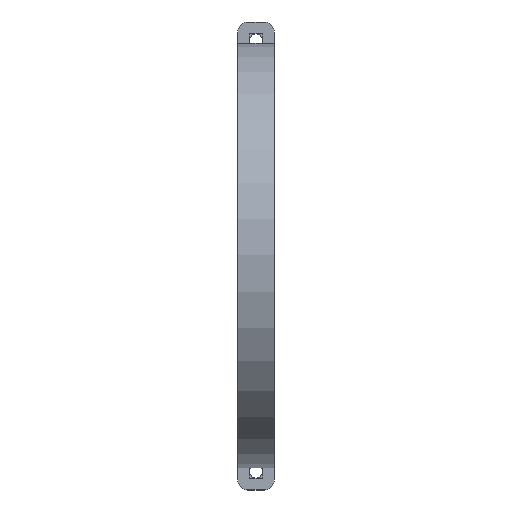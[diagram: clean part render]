
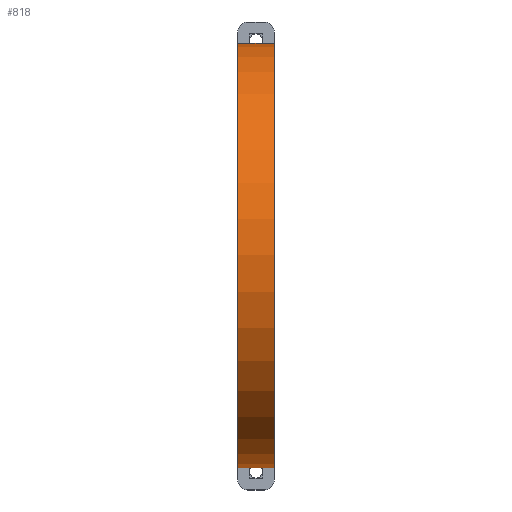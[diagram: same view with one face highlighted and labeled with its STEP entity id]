
A CAD part, top view. The second image highlights one B-rep face of the part: STEP entity #818.
In plain terms, the highlighted cylindrical face has radius 104.294 mm (diameter 208.588 mm), a partial arc.
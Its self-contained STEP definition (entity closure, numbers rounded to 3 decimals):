
#92=FACE_OUTER_BOUND('',#140,.T.);
#140=EDGE_LOOP('',(#757,#758,#759,#760));
#144=LINE('',#1171,#226);
#222=LINE('',#1390,#304);
#226=VECTOR('',#930,10.);
#304=VECTOR('',#1154,10.);
#322=CIRCLE('',#867,104.294);
#323=CIRCLE('',#870,104.294);
#343=VERTEX_POINT('',#1168);
#344=VERTEX_POINT('',#1170);
#380=VERTEX_POINT('',#1259);
#381=VERTEX_POINT('',#1267);
#418=EDGE_CURVE('',#343,#344,#144,.T.);
#462=EDGE_CURVE('',#344,#380,#322,.T.);
#468=EDGE_CURVE('',#381,#343,#323,.T.);
#528=EDGE_CURVE('',#381,#380,#222,.T.);
#757=ORIENTED_EDGE('',*,*,#528,.T.);
#758=ORIENTED_EDGE('',*,*,#462,.F.);
#759=ORIENTED_EDGE('',*,*,#418,.F.);
#760=ORIENTED_EDGE('',*,*,#468,.F.);
#774=CYLINDRICAL_SURFACE('',#916,104.294);
#818=ADVANCED_FACE('',(#92),#774,.T.);
#867=AXIS2_PLACEMENT_3D('',#1260,#1007,#1008);
#870=AXIS2_PLACEMENT_3D('',#1269,#1018,#1019);
#916=AXIS2_PLACEMENT_3D('',#1391,#1155,#1156);
#930=DIRECTION('',(1.,0.,0.));
#1007=DIRECTION('center_axis',(1.,0.,0.));
#1008=DIRECTION('ref_axis',(0.,0.986,-0.164));
#1018=DIRECTION('center_axis',(-1.,0.,0.));
#1019=DIRECTION('ref_axis',(0.,0.986,-0.164));
#1154=DIRECTION('',(1.,0.,0.));
#1155=DIRECTION('center_axis',(1.,0.,0.));
#1156=DIRECTION('ref_axis',(0.,0.,1.));
#1168=CARTESIAN_POINT('',(-9.,102.879,-17.12));
#1170=CARTESIAN_POINT('',(9.,102.879,-17.12));
#1171=CARTESIAN_POINT('',(0.,102.879,-17.12));
#1259=CARTESIAN_POINT('',(9.,-102.879,-17.12));
#1260=CARTESIAN_POINT('Origin',(9.,0.,0.));
#1267=CARTESIAN_POINT('',(-9.,-102.879,-17.12));
#1269=CARTESIAN_POINT('Origin',(-9.,0.,0.));
#1390=CARTESIAN_POINT('',(0.,-102.879,-17.12));
#1391=CARTESIAN_POINT('Origin',(0.,0.,0.));
